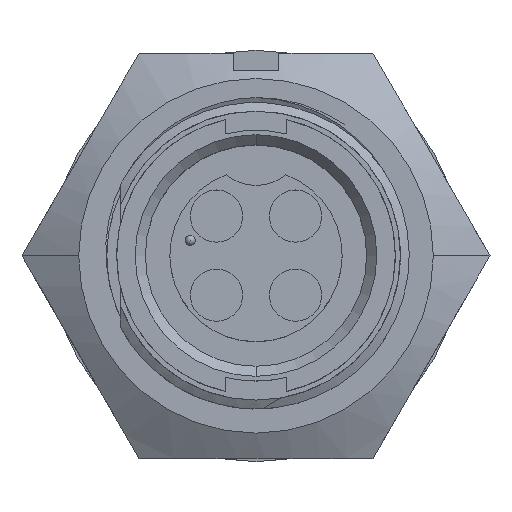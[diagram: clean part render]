
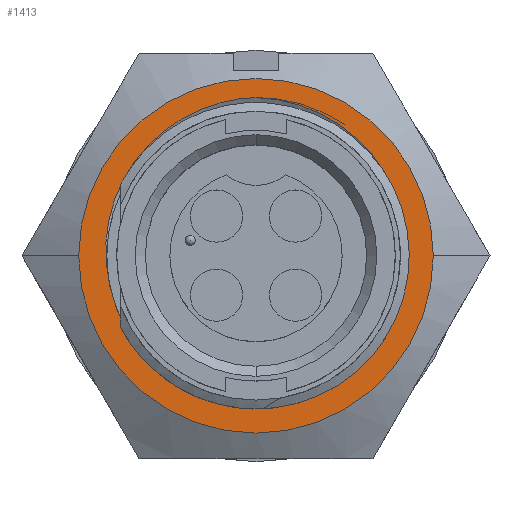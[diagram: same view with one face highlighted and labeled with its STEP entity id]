
A CAD part, top view. The second image highlights one B-rep face of the part: STEP entity #1413.
In plain terms, the highlighted planar face has unit normal (0, 0, 1).
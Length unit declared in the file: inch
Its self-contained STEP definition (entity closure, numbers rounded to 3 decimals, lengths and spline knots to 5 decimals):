
#46 = CARTESIAN_POINT ( 'NONE',  ( -0.28876, -0.05788, -0.319 ) ) ;
#70 = CARTESIAN_POINT ( 'NONE',  ( -0.2967, 0.03127, -0.319 ) ) ;
#104 = CARTESIAN_POINT ( 'NONE',  ( -0.02252, 0.3118, -0.319 ) ) ;
#108 = VERTEX_POINT ( 'NONE', #1522 ) ;
#383 = CARTESIAN_POINT ( 'NONE',  ( 0.25816, 0.15857, -0.319 ) ) ;
#613 = FACE_BOUND ( 'NONE', #1735, .T. ) ;
#772 = CARTESIAN_POINT ( 'NONE',  ( -0.35, 0., -0.319 ) ) ;
#791 = DIRECTION ( 'NONE',  ( 0., 0., -1. ) ) ;
#920 = CARTESIAN_POINT ( 'NONE',  ( -0.29136, -0.04691, -0.319 ) ) ;
#945 = DIRECTION ( 'NONE',  ( 0., 0., -1. ) ) ;
#956 = CARTESIAN_POINT ( 'NONE',  ( -0.28445, 0.09743, -0.319 ) ) ;
#1216 = VERTEX_POINT ( 'NONE', #1685 ) ;
#1271 = ORIENTED_EDGE ( 'NONE', *, *, #9564, .F. ) ;
#1274 = CARTESIAN_POINT ( 'NONE',  ( 0.28463, 0.09675, -0.319 ) ) ;
#1413 = ADVANCED_FACE ( 'NONE', ( #613, #8807 ), #2667, .F. ) ;
#1522 = CARTESIAN_POINT ( 'NONE',  ( 0., 0.3125, -0.319 ) ) ;
#1685 = CARTESIAN_POINT ( 'NONE',  ( 0.35, 0., -0.319 ) ) ;
#1735 = EDGE_LOOP ( 'NONE', ( #6328, #6692, #3462 ) ) ;
#1837 = CARTESIAN_POINT ( 'NONE',  ( 0., 0., -0.319 ) ) ;
#1846 = CARTESIAN_POINT ( 'NONE',  ( -0.25809, 0.15867, -0.319 ) ) ;
#2124 = CARTESIAN_POINT ( 'NONE',  ( 0.04473, 0.30804, -0.319 ) ) ;
#2136 = VERTEX_POINT ( 'NONE', #772 ) ;
#2160 = CARTESIAN_POINT ( 'NONE',  ( 0.29673, 0.03074, -0.319 ) ) ;
#2230 = CARTESIAN_POINT ( 'NONE',  ( 0., 0., -0.319 ) ) ;
#2256 = CIRCLE ( 'NONE', #11041, 0.35 ) ;
#2667 = PLANE ( 'NONE',  #8117 ) ;
#2713 = CARTESIAN_POINT ( 'NONE',  ( -0.21858, 0.21298, -0.319 ) ) ;
#2980 = CARTESIAN_POINT ( 'NONE',  ( 0.08828, 0.29757, -0.319 ) ) ;
#3021 = CARTESIAN_POINT ( 'NONE',  ( 0.29395, -0.03594, -0.319 ) ) ;
#3087 = DIRECTION ( 'NONE',  ( 1., 0., 0. ) ) ;
#3462 = ORIENTED_EDGE ( 'NONE', *, *, #3478, .F. ) ;
#3478 = EDGE_CURVE ( 'NONE', #6958, #8019, #10980, .T. ) ;
#3574 = CARTESIAN_POINT ( 'NONE',  ( -0.16811, 0.25734, -0.319 ) ) ;
#3848 = CARTESIAN_POINT ( 'NONE',  ( 0.14943, 0.26947, -0.319 ) ) ;
#4146 = CIRCLE ( 'NONE', #11189, 0.35 ) ;
#4414 = CARTESIAN_POINT ( 'NONE',  ( -0.23094, -0.4, -0.319 ) ) ;
#4425 = CARTESIAN_POINT ( 'NONE',  ( -0.29331, -0.03584, -0.319 ) ) ;
#4456 = CARTESIAN_POINT ( 'NONE',  ( -0.10971, 0.28953, -0.319 ) ) ;
#4459 = DIRECTION ( 'NONE',  ( -1., 0., 0. ) ) ;
#4728 = CARTESIAN_POINT ( 'NONE',  ( 0.20255, 0.22923, -0.319 ) ) ;
#5136 = ORIENTED_EDGE ( 'NONE', *, *, #8836, .F. ) ;
#5298 = CARTESIAN_POINT ( 'NONE',  ( -0.2966, -0.00224, -0.319 ) ) ;
#5327 = CARTESIAN_POINT ( 'NONE',  ( -0.04496, 0.30862, -0.319 ) ) ;
#5576 = CARTESIAN_POINT ( 'NONE',  ( 0., 0.3125, -0.319 ) ) ;
#5606 = CARTESIAN_POINT ( 'NONE',  ( 0.24626, 0.1778, -0.319 ) ) ;
#5998 = B_SPLINE_CURVE_WITH_KNOTS ( 'NONE', 3,
 ( #6142, #920, #4425, #10564, #5298, #70, #6173, #956, #7063, #1846, #7946, #2713, #8827, #3574, #9715, #4456, #10597, #5327, #104, #6207 ),
 .UNSPECIFIED., .F., .F.,
 ( 4, 2, 2, 2, 2, 2, 2, 2, 2, 4 ),
 ( 0., 0.00086, 0.00171, 0.00343, 0.00514, 0.00685, 0.00856, 0.01028, 0.01199, 0.0137 ),
 .UNSPECIFIED. ) ;
#6011 = CARTESIAN_POINT ( 'NONE',  ( 0., 0., -0.319 ) ) ;
#6026 = EDGE_CURVE ( 'NONE', #108, #8019, #10818, .T. ) ;
#6142 = CARTESIAN_POINT ( 'NONE',  ( -0.28876, -0.05788, -0.319 ) ) ;
#6173 = CARTESIAN_POINT ( 'NONE',  ( -0.2943, 0.05346, -0.319 ) ) ;
#6207 = CARTESIAN_POINT ( 'NONE',  ( 0., 0.3125, -0.319 ) ) ;
#6210 = AXIS2_PLACEMENT_3D ( 'NONE', #2230, #8330, #3087 ) ;
#6328 = ORIENTED_EDGE ( 'NONE', *, *, #10827, .T. ) ;
#6493 = CARTESIAN_POINT ( 'NONE',  ( 0.27742, 0.11786, -0.319 ) ) ;
#6692 = ORIENTED_EDGE ( 'NONE', *, *, #6026, .T. ) ;
#6900 = DIRECTION ( 'NONE',  ( -1., 0., 0. ) ) ;
#6958 = VERTEX_POINT ( 'NONE', #46 ) ;
#7053 = DIRECTION ( 'NONE',  ( -1., 0., 0. ) ) ;
#7063 = CARTESIAN_POINT ( 'NONE',  ( -0.27717, 0.11846, -0.319 ) ) ;
#7343 = CARTESIAN_POINT ( 'NONE',  ( 0.02246, 0.31119, -0.319 ) ) ;
#7383 = CARTESIAN_POINT ( 'NONE',  ( 0.2943, 0.05334, -0.319 ) ) ;
#7946 = CARTESIAN_POINT ( 'NONE',  ( -0.24611, 0.178, -0.319 ) ) ;
#8019 = VERTEX_POINT ( 'NONE', #9722 ) ;
#8117 = AXIS2_PLACEMENT_3D ( 'NONE', #4414, #945, #7053 ) ;
#8216 = CARTESIAN_POINT ( 'NONE',  ( 0.0558, 0.30585, -0.319 ) ) ;
#8258 = CARTESIAN_POINT ( 'NONE',  ( 0.29654, -0.01383, -0.319 ) ) ;
#8330 = DIRECTION ( 'NONE',  ( 0., 0., 1. ) ) ;
#8807 = FACE_OUTER_BOUND ( 'NONE', #9702, .T. ) ;
#8827 = CARTESIAN_POINT ( 'NONE',  ( -0.20298, 0.22885, -0.319 ) ) ;
#8836 = EDGE_CURVE ( 'NONE', #2136, #1216, #2256, .T. ) ;
#9098 = CARTESIAN_POINT ( 'NONE',  ( 0.1092, 0.28976, -0.319 ) ) ;
#9137 = CARTESIAN_POINT ( 'NONE',  ( 0.28876, -0.05788, -0.319 ) ) ;
#9564 = EDGE_CURVE ( 'NONE', #1216, #2136, #4146, .T. ) ;
#9702 = EDGE_LOOP ( 'NONE', ( #5136, #1271 ) ) ;
#9715 = CARTESIAN_POINT ( 'NONE',  ( -0.14941, 0.26946, -0.319 ) ) ;
#9717 = DIRECTION ( 'NONE',  ( 0., 0., -1. ) ) ;
#9722 = CARTESIAN_POINT ( 'NONE',  ( 0.28876, -0.05788, -0.319 ) ) ;
#9996 = CARTESIAN_POINT ( 'NONE',  ( 0.16807, 0.25734, -0.319 ) ) ;
#10564 = CARTESIAN_POINT ( 'NONE',  ( -0.29594, -0.01351, -0.319 ) ) ;
#10597 = CARTESIAN_POINT ( 'NONE',  ( -0.0885, 0.29751, -0.319 ) ) ;
#10818 = B_SPLINE_CURVE_WITH_KNOTS ( 'NONE', 3,
 ( #5576, #10837, #7343, #2124, #8216, #2980, #9098, #3848, #9996, #4728, #10879, #5606, #383, #6493, #1274, #7383, #2160, #8258, #3021, #9137 ),
 .UNSPECIFIED., .F., .F.,
 ( 4, 2, 2, 2, 2, 2, 2, 2, 2, 4 ),
 ( 0., 0.00086, 0.00171, 0.00343, 0.00514, 0.00685, 0.00856, 0.01028, 0.01199, 0.0137 ),
 .UNSPECIFIED. ) ;
#10827 = EDGE_CURVE ( 'NONE', #6958, #108, #5998, .T. ) ;
#10837 = CARTESIAN_POINT ( 'NONE',  ( 0.01126, 0.31215, -0.319 ) ) ;
#10879 = CARTESIAN_POINT ( 'NONE',  ( 0.21849, 0.2131, -0.319 ) ) ;
#10980 = CIRCLE ( 'NONE', #6210, 0.2945 ) ;
#11041 = AXIS2_PLACEMENT_3D ( 'NONE', #1837, #9717, #4459 ) ;
#11189 = AXIS2_PLACEMENT_3D ( 'NONE', #6011, #791, #6900 ) ;
